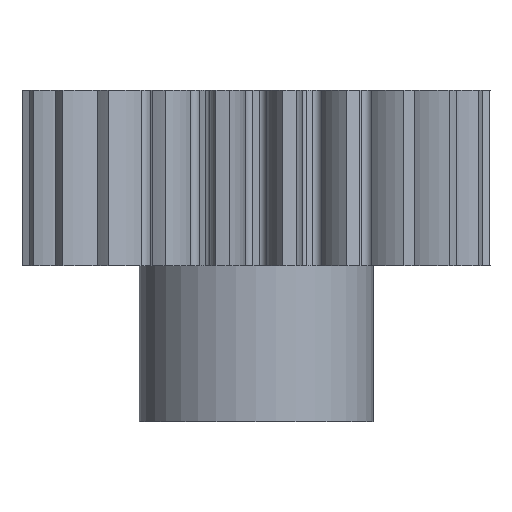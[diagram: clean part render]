
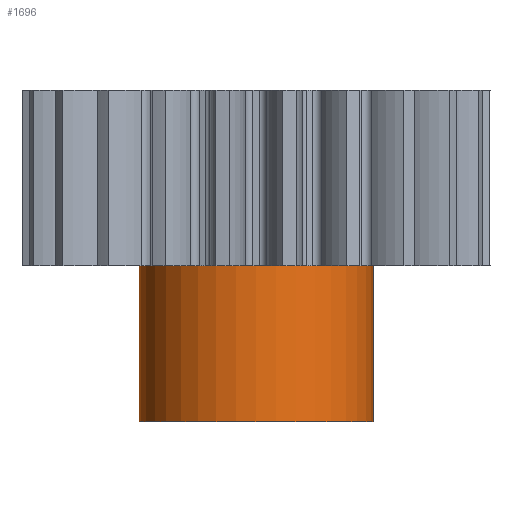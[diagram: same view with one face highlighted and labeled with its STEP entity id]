
A CAD part, front view. The second image highlights one B-rep face of the part: STEP entity #1696.
In plain terms, the highlighted cylindrical face has radius 6 mm (diameter 12 mm), a partial arc.
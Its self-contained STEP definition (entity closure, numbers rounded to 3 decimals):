
#1579 = VERTEX_POINT ( 'NONE', #4711 ) ;
#1605 = VERTEX_POINT ( 'NONE', #4826 ) ;
#1606 = EDGE_CURVE ( 'NONE', #1579, #1897, #4821, .T. ) ;
#1609 = VERTEX_POINT ( 'NONE', #4817 ) ;
#1621 = EDGE_CURVE ( 'NONE', #1609, #1605, #4809, .T. ) ;
#1650 = ORIENTED_EDGE ( 'NONE', *, *, #1701, .T. ) ;
#1687 = ORIENTED_EDGE ( 'NONE', *, *, #1606, .F. ) ;
#1691 = ORIENTED_EDGE ( 'NONE', *, *, #1697, .T. ) ;
#1692 = EDGE_LOOP ( 'NONE', ( #1687, #1691, #1693, #1650 ) ) ;
#1693 = ORIENTED_EDGE ( 'NONE', *, *, #1621, .T. ) ;
#1696 = ADVANCED_FACE ( 'NONE', ( #4938 ), #5046, .T. ) ;
#1697 = EDGE_CURVE ( 'NONE', #1579, #1609, #5038, .T. ) ;
#1701 = EDGE_CURVE ( 'NONE', #1605, #1897, #5047, .T. ) ;
#1897 = VERTEX_POINT ( 'NONE', #5095 ) ;
#4711 = CARTESIAN_POINT ( 'NONE',  ( -6., 0., -8. ) ) ;
#4782 = DIRECTION ( 'NONE',  ( 0., 0., 1. ) ) ;
#4783 = VECTOR ( 'NONE', #4782, 1000. ) ;
#4808 = CARTESIAN_POINT ( 'NONE',  ( 6., 0., -8. ) ) ;
#4809 = LINE ( 'NONE', #4808, #4783 ) ;
#4817 = CARTESIAN_POINT ( 'NONE',  ( 6., 0., -8. ) ) ;
#4818 = DIRECTION ( 'NONE',  ( 0., 0., 1. ) ) ;
#4819 = VECTOR ( 'NONE', #4818, 1000. ) ;
#4820 = CARTESIAN_POINT ( 'NONE',  ( -6., 0., -8. ) ) ;
#4821 = LINE ( 'NONE', #4820, #4819 ) ;
#4826 = CARTESIAN_POINT ( 'NONE',  ( 6., 0., 1.5 ) ) ;
#4938 = FACE_OUTER_BOUND ( 'NONE', #1692, .T. ) ;
#5022 = DIRECTION ( 'NONE',  ( -1., 0., 0. ) ) ;
#5023 = DIRECTION ( 'NONE',  ( 0., 0., -1. ) ) ;
#5029 = DIRECTION ( 'NONE',  ( 1., 0., 0. ) ) ;
#5030 = DIRECTION ( 'NONE',  ( 0., 0., 1. ) ) ;
#5031 = CARTESIAN_POINT ( 'NONE',  ( 0., 0., -8. ) ) ;
#5032 = AXIS2_PLACEMENT_3D ( 'NONE', #5031, #5030, #5029 ) ;
#5033 = CARTESIAN_POINT ( 'NONE',  ( 0., 0., 1.5 ) ) ;
#5034 = AXIS2_PLACEMENT_3D ( 'NONE', #5033, #5023, #5022 ) ;
#5036 = DIRECTION ( 'NONE',  ( 1., 0., 0. ) ) ;
#5037 = DIRECTION ( 'NONE',  ( 0., 0., 1. ) ) ;
#5038 = CIRCLE ( 'NONE', #5032, 6. ) ;
#5046 = CYLINDRICAL_SURFACE ( 'NONE', #5050, 6. ) ;
#5047 = CIRCLE ( 'NONE', #5034, 6. ) ;
#5048 = CARTESIAN_POINT ( 'NONE',  ( 0., 0., -8. ) ) ;
#5050 = AXIS2_PLACEMENT_3D ( 'NONE', #5048, #5037, #5036 ) ;
#5095 = CARTESIAN_POINT ( 'NONE',  ( -6., 0., 1.5 ) ) ;
